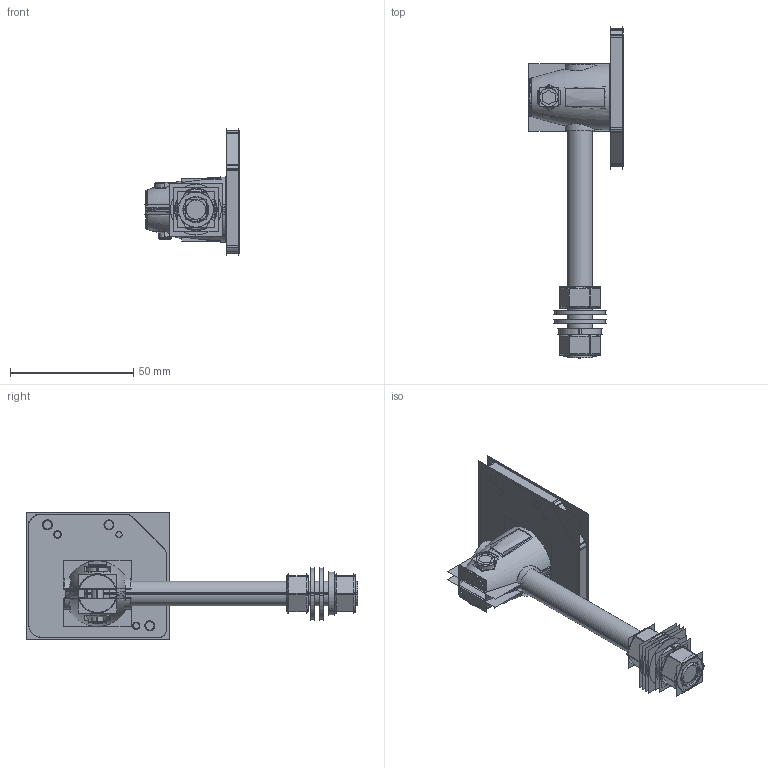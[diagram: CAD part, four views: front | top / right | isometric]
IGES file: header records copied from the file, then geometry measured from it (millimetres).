
Start section:  PTC IGES file: 205093.igs
Global section: file name: 205093.igs; native system: Creo Parametric by PTC Inc.; preprocessor: 2016260; author: pdmadmin; organization: Unknown; date: 20180619.065226; units: millimetre
Bounding box: 38.19 x 134.73 x 51.65 mm (x, y, z)
Volume: 33231.7 mm3; surface area: 119953.3 mm2
Topology: 11 solids, 18 shells, 550 faces, 2838 edges, 3628 vertices
Faces by surface type: revolution 296, bspline 254
